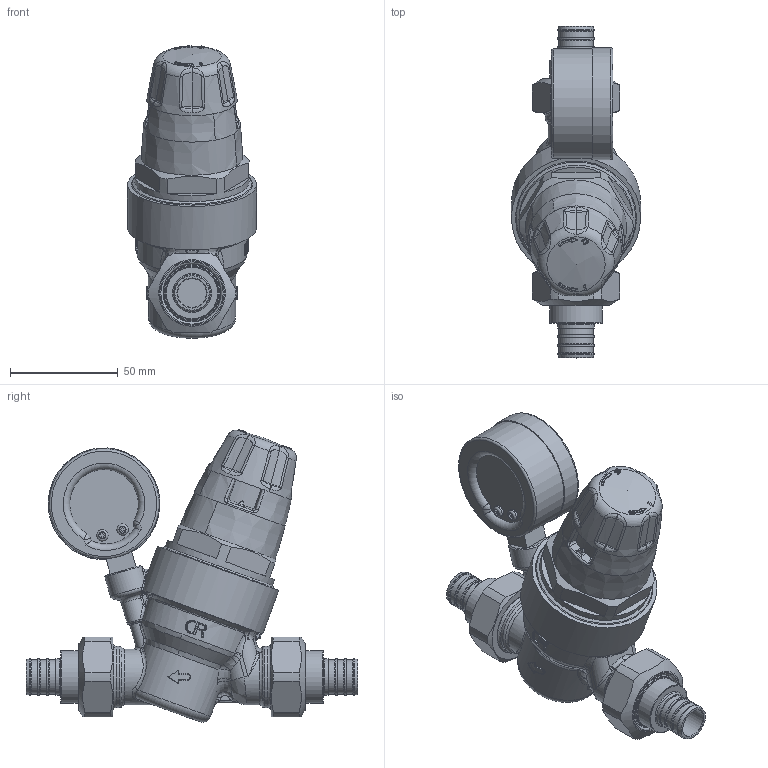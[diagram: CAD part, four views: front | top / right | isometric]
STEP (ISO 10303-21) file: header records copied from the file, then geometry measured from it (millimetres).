
FILE_DESCRIPTION(/* description */ (''),/* implementation_level */ '2;1');
FILE_NAME(/* name */ '535751HA_Simplify_1.stp',/* time_stamp */ '2025-08-19T08:48:03-05:00',/* author */ ('ischreiner'),/* organization */ (''),/* preprocessor_version */ 'ST-DEVELOPER v20',/* originating_system */ 'Autodesk Inventor 2025',/* authorisation */ '');
FILE_SCHEMA (('AUTOMOTIVE_DESIGN { 1 0 10303 214 3 1 1 }'));
Length unit declared in the file: inch
Products named in the file (1): 535751HA_Simplify_1
Bounding box: 59.99 x 154.26 x 135.88 mm (x, y, z)
Volume: 337703.9 mm3; surface area: 59637.2 mm2
Topology: 6 solids, 6 shells, 936 faces, 2297 edges, 1396 vertices
Faces by surface type: bspline 332, plane 210, cylinder 207, torus 108, cone 40, sphere 39
Full cylindrical faces by diameter (mm): 1.089 x2, 2.723 x1, 3.81 x1, 5.3 x2, 7.95 x1, 10.16 x1, 13.462 x2, 15.875 x6, 16.942 x8, 18 x1, 20.066 x2, 24.435 x2, 25.908 x2, 26 x1, 26.924 x2, 28.5 x2, 29.972 x2, 30.302 x2, 33.1 x2, 44 x1, 51 x1, 52 x1, 53 x1, 60 x1
Entity records: 50689 total; most frequent: CARTESIAN_POINT 29199, ORIENTED_EDGE 4536, DIRECTION 3940, EDGE_CURVE 2268, AXIS2_PLACEMENT_3D 1716, VERTEX_POINT 1396, EDGE_LOOP 996, STYLED_ITEM 942
